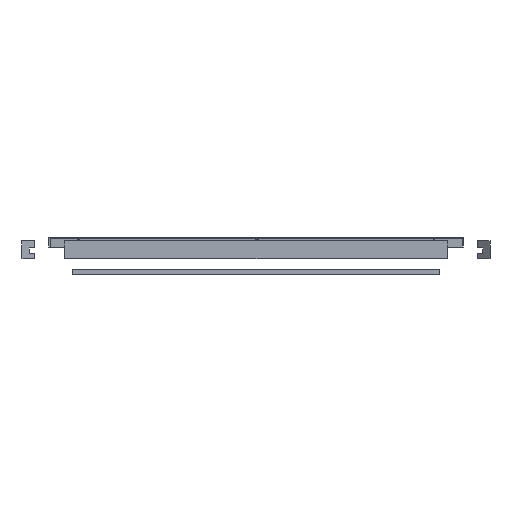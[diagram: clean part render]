
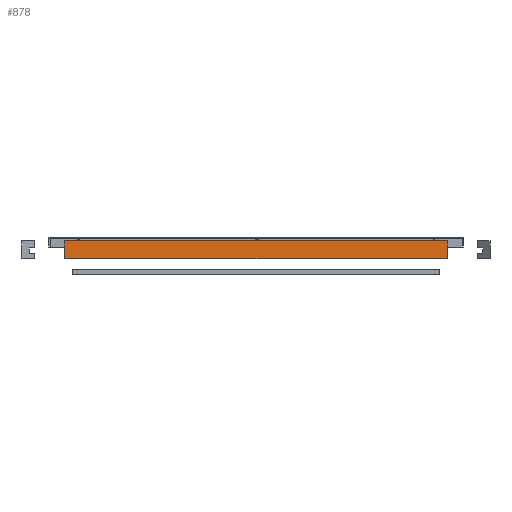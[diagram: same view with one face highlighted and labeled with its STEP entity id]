
A CAD part, left-side view. The second image highlights one B-rep face of the part: STEP entity #878.
In plain terms, the highlighted planar face has unit normal (-1, 0, 0).
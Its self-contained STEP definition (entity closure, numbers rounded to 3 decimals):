
#878 = ADVANCED_FACE( '', ( #1820 ), #1821, .T. );
#1820 = FACE_OUTER_BOUND( '', #2867, .T. );
#1821 = PLANE( '', #2868 );
#2867 = EDGE_LOOP( '', ( #5066, #5067, #5068, #5069 ) );
#2868 = AXIS2_PLACEMENT_3D( '', #5070, #5071, #5072 );
#5066 = ORIENTED_EDGE( '', *, *, #6751, .T. );
#5067 = ORIENTED_EDGE( '', *, *, #6783, .T. );
#5068 = ORIENTED_EDGE( '', *, *, #6784, .F. );
#5069 = ORIENTED_EDGE( '', *, *, #6785, .T. );
#5070 = CARTESIAN_POINT( '', ( 154.046, 292.844, 4. ) );
#5071 = DIRECTION( '', ( -1., 0., 0. ) );
#5072 = DIRECTION( '', ( 0., 0., 1. ) );
#6751 = EDGE_CURVE( '', #8272, #8270, #8273, .T. );
#6783 = EDGE_CURVE( '', #8270, #8315, #8316, .T. );
#6784 = EDGE_CURVE( '', #8317, #8315, #8318, .T. );
#6785 = EDGE_CURVE( '', #8317, #8272, #8319, .T. );
#8270 = VERTEX_POINT( '', #10233 );
#8272 = VERTEX_POINT( '', #10236 );
#8273 = LINE( '', #10237, #10238 );
#8315 = VERTEX_POINT( '', #10290 );
#8316 = LINE( '', #10291, #10292 );
#8317 = VERTEX_POINT( '', #10293 );
#8318 = LINE( '', #10294, #10295 );
#8319 = LINE( '', #10296, #10297 );
#10233 = CARTESIAN_POINT( '', ( 154.046, 399.844, -6. ) );
#10236 = CARTESIAN_POINT( '', ( 154.046, 399.844, 4. ) );
#10237 = CARTESIAN_POINT( '', ( 154.046, 399.844, 4. ) );
#10238 = VECTOR( '', #11641, 1000. );
#10290 = CARTESIAN_POINT( '', ( 154.046, 185.844, -6. ) );
#10291 = CARTESIAN_POINT( '', ( 154.046, 292.844, -6. ) );
#10292 = VECTOR( '', #11685, 1000. );
#10293 = CARTESIAN_POINT( '', ( 154.046, 185.844, 4. ) );
#10294 = CARTESIAN_POINT( '', ( 154.046, 185.844, 0. ) );
#10295 = VECTOR( '', #11686, 1000. );
#10296 = CARTESIAN_POINT( '', ( 154.046, 292.844, 4. ) );
#10297 = VECTOR( '', #11687, 1000. );
#11641 = DIRECTION( '', ( 0., 0., -1. ) );
#11685 = DIRECTION( '', ( 0., -1., 0. ) );
#11686 = DIRECTION( '', ( 0., 0., -1. ) );
#11687 = DIRECTION( '', ( 0., 1., 0. ) );
